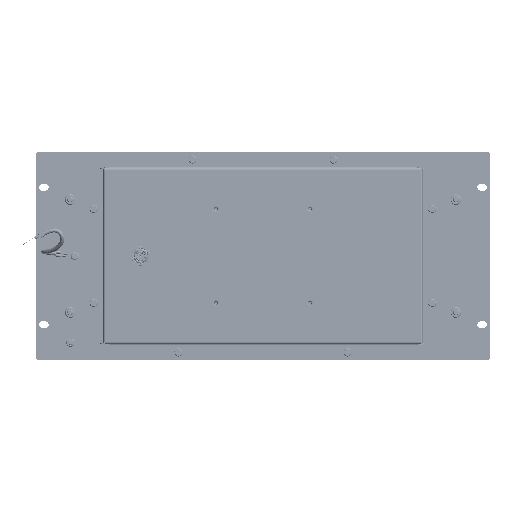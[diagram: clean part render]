
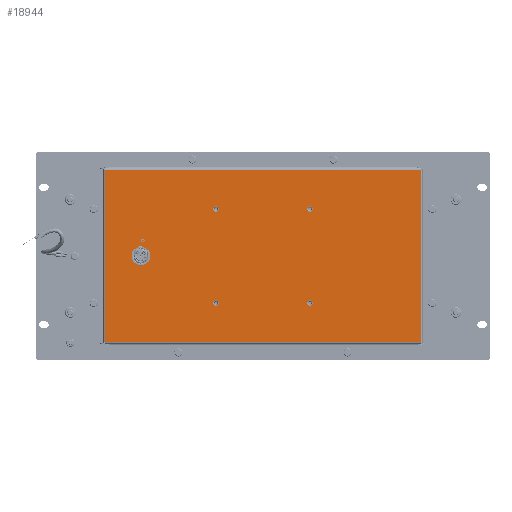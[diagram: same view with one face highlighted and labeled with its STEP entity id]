
A CAD part, front view. The second image highlights one B-rep face of the part: STEP entity #18944.
In plain terms, the highlighted planar face has unit normal (0, -1, 0).
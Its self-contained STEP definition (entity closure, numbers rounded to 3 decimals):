
#3630=FACE_BOUND('',#22681,.T.);
#3631=FACE_BOUND('',#22682,.T.);
#3632=FACE_BOUND('',#22683,.T.);
#3633=FACE_BOUND('',#22684,.T.);
#3634=FACE_BOUND('',#22685,.T.);
#3635=FACE_BOUND('',#22686,.T.);
#18944=ADVANCED_FACE('',(#3630,#3631,#3632,#3633,#3634,#3635),#20463,.T.);
#20463=PLANE('',#65387);
#22681=EDGE_LOOP('',(#30703));
#22682=EDGE_LOOP('',(#30704));
#22683=EDGE_LOOP('',(#30705));
#22684=EDGE_LOOP('',(#30706));
#22685=EDGE_LOOP('',(#30707,#30708,#30709,#30710));
#22686=EDGE_LOOP('',(#30711,#30712,#30713,#30714));
#26239=CIRCLE('',#65381,2.921);
#26240=CIRCLE('',#65382,2.921);
#26241=CIRCLE('',#65383,2.921);
#26242=CIRCLE('',#65384,2.921);
#26243=CIRCLE('',#65385,8.);
#26244=CIRCLE('',#65386,8.);
#30703=ORIENTED_EDGE('',*,*,#47299,.T.);
#30704=ORIENTED_EDGE('',*,*,#47300,.T.);
#30705=ORIENTED_EDGE('',*,*,#47301,.T.);
#30706=ORIENTED_EDGE('',*,*,#47302,.T.);
#30707=ORIENTED_EDGE('',*,*,#47303,.T.);
#30708=ORIENTED_EDGE('',*,*,#47304,.T.);
#30709=ORIENTED_EDGE('',*,*,#47305,.T.);
#30710=ORIENTED_EDGE('',*,*,#47306,.T.);
#30711=ORIENTED_EDGE('',*,*,#47307,.T.);
#30712=ORIENTED_EDGE('',*,*,#47308,.T.);
#30713=ORIENTED_EDGE('',*,*,#47309,.T.);
#30714=ORIENTED_EDGE('',*,*,#47310,.T.);
#39001=VERTEX_POINT('',#90037);
#39002=VERTEX_POINT('',#90039);
#39003=VERTEX_POINT('',#90041);
#39004=VERTEX_POINT('',#90043);
#39005=VERTEX_POINT('',#90045);
#39006=VERTEX_POINT('',#90046);
#39007=VERTEX_POINT('',#90048);
#39008=VERTEX_POINT('',#90050);
#39009=VERTEX_POINT('',#90053);
#39010=VERTEX_POINT('',#90054);
#39011=VERTEX_POINT('',#90056);
#39012=VERTEX_POINT('',#90058);
#47299=EDGE_CURVE('',#39001,#39001,#26239,.T.);
#47300=EDGE_CURVE('',#39002,#39002,#26240,.T.);
#47301=EDGE_CURVE('',#39003,#39003,#26241,.T.);
#47302=EDGE_CURVE('',#39004,#39004,#26242,.T.);
#47303=EDGE_CURVE('',#39005,#39006,#54448,.T.);
#47304=EDGE_CURVE('',#39006,#39007,#54449,.T.);
#47305=EDGE_CURVE('',#39007,#39008,#54450,.T.);
#47306=EDGE_CURVE('',#39008,#39005,#54451,.T.);
#47307=EDGE_CURVE('',#39009,#39010,#54452,.T.);
#47308=EDGE_CURVE('',#39010,#39011,#26243,.T.);
#47309=EDGE_CURVE('',#39011,#39012,#54453,.T.);
#47310=EDGE_CURVE('',#39012,#39009,#26244,.T.);
#54448=LINE('',#90044,#57845);
#54449=LINE('',#90047,#57846);
#54450=LINE('',#90049,#57847);
#54451=LINE('',#90051,#57848);
#54452=LINE('',#90052,#57849);
#54453=LINE('',#90057,#57850);
#57845=VECTOR('',#72398,1.);
#57846=VECTOR('',#72399,1.);
#57847=VECTOR('',#72400,1.);
#57848=VECTOR('',#72401,1.);
#57849=VECTOR('',#72402,1.);
#57850=VECTOR('',#72405,1.);
#65381=AXIS2_PLACEMENT_3D('',#90036,#72390,#72391);
#65382=AXIS2_PLACEMENT_3D('',#90038,#72392,#72393);
#65383=AXIS2_PLACEMENT_3D('',#90040,#72394,#72395);
#65384=AXIS2_PLACEMENT_3D('',#90042,#72396,#72397);
#65385=AXIS2_PLACEMENT_3D('',#90055,#72403,#72404);
#65386=AXIS2_PLACEMENT_3D('',#90059,#72406,#72407);
#65387=AXIS2_PLACEMENT_3D('',#90060,#72408,#72409);
#72390=DIRECTION('',(0.,1.,0.));
#72391=DIRECTION('',(0.,0.,-1.));
#72392=DIRECTION('',(0.,1.,0.));
#72393=DIRECTION('',(0.,0.,-1.));
#72394=DIRECTION('',(0.,1.,0.));
#72395=DIRECTION('',(0.,0.,-1.));
#72396=DIRECTION('',(0.,1.,0.));
#72397=DIRECTION('',(0.,0.,-1.));
#72398=DIRECTION('',(0.,0.,-1.));
#72399=DIRECTION('',(1.,0.,0.));
#72400=DIRECTION('',(0.,0.,1.));
#72401=DIRECTION('',(-1.,0.,0.));
#72402=DIRECTION('',(0.,0.,-1.));
#72403=DIRECTION('',(0.,1.,0.));
#72404=DIRECTION('',(1.,0.,0.));
#72405=DIRECTION('',(0.,0.,1.));
#72406=DIRECTION('',(0.,1.,0.));
#72407=DIRECTION('',(1.,0.,0.));
#72408=DIRECTION('',(0.,-1.,0.));
#72409=DIRECTION('',(0.,0.,-1.));
#90036=CARTESIAN_POINT('',(-4.032,-228.39,-79.284));
#90037=CARTESIAN_POINT('',(-4.032,-228.39,-82.205));
#90038=CARTESIAN_POINT('',(-104.032,-228.39,-79.284));
#90039=CARTESIAN_POINT('',(-104.032,-228.39,-82.205));
#90040=CARTESIAN_POINT('',(-104.032,-228.39,-179.284));
#90041=CARTESIAN_POINT('',(-104.032,-228.39,-182.205));
#90042=CARTESIAN_POINT('',(-4.032,-228.39,-179.284));
#90043=CARTESIAN_POINT('',(-4.032,-228.39,-182.205));
#90044=CARTESIAN_POINT('',(-221.532,-228.39,-36.784));
#90045=CARTESIAN_POINT('',(-221.532,-228.39,-37.784));
#90046=CARTESIAN_POINT('',(-221.532,-228.39,-220.784));
#90047=CARTESIAN_POINT('',(-221.532,-228.39,-220.784));
#90048=CARTESIAN_POINT('',(113.468,-228.39,-220.784));
#90049=CARTESIAN_POINT('',(113.468,-228.39,-221.784));
#90050=CARTESIAN_POINT('',(113.468,-228.39,-37.784));
#90051=CARTESIAN_POINT('',(113.468,-228.39,-37.784));
#90052=CARTESIAN_POINT('',(-177.282,-228.39,-124.99));
#90053=CARTESIAN_POINT('',(-177.282,-228.39,-124.99));
#90054=CARTESIAN_POINT('',(-177.282,-228.39,-133.578));
#90055=CARTESIAN_POINT('',(-184.032,-228.39,-129.284));
#90056=CARTESIAN_POINT('',(-190.782,-228.39,-133.578));
#90057=CARTESIAN_POINT('',(-190.782,-228.39,-133.578));
#90058=CARTESIAN_POINT('',(-190.782,-228.39,-124.99));
#90059=CARTESIAN_POINT('',(-184.032,-228.39,-129.284));
#90060=CARTESIAN_POINT('',(-221.532,-228.39,-36.784));
